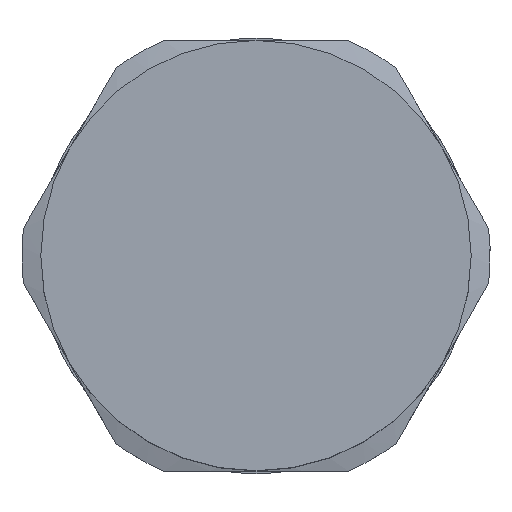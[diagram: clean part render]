
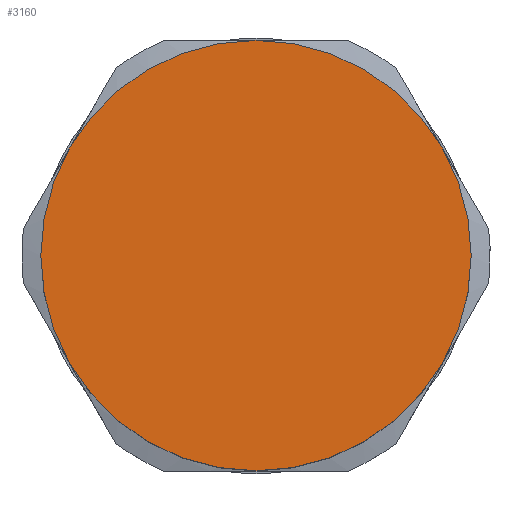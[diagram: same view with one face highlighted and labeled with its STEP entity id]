
A CAD part, top view. The second image highlights one B-rep face of the part: STEP entity #3160.
In plain terms, the highlighted planar face has unit normal (0, 0, 1).
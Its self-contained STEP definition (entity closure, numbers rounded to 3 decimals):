
#1270=CARTESIAN_POINT('',(-8.5,0.,7.6));
#1280=VERTEX_POINT('',#1270);
#1310=CARTESIAN_POINT('',(0.,0.,7.6));
#1320=DIRECTION('',(0.,0.,1.));
#1330=DIRECTION('',(-1.,0.,0.));
#1340=AXIS2_PLACEMENT_3D('',#1310,#1320,#1330);
#1350=CIRCLE('',#1340,8.5);
#1360=CARTESIAN_POINT('',(8.5,0.,7.6));
#1370=VERTEX_POINT('',#1360);
#1380=EDGE_CURVE('',#1280,#1370,#1350,.T.);
#3060=CARTESIAN_POINT('',(-3.683,-2.121,7.6));
#3070=DIRECTION('',(0.,0.,1.));
#3080=DIRECTION('',(-0.499,0.867,0.));
#3090=AXIS2_PLACEMENT_3D('',#3060,#3070,#3080);
#3100=PLANE('',#3090);
#3110=ORIENTED_EDGE('',*,*,#1380,.T.);
#3120=EDGE_CURVE('',#1370,#1280,#1350,.T.);
#3130=ORIENTED_EDGE('',*,*,#3120,.T.);
#3140=EDGE_LOOP('',(#3130,#3110));
#3150=FACE_OUTER_BOUND('',#3140,.T.);
#3160=ADVANCED_FACE('',(#3150),#3100,.T.);
